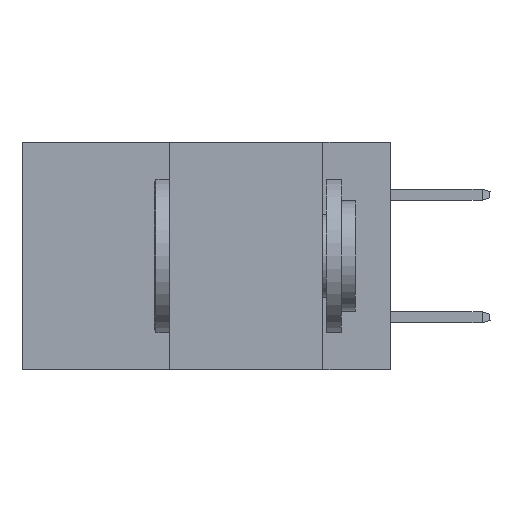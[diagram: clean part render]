
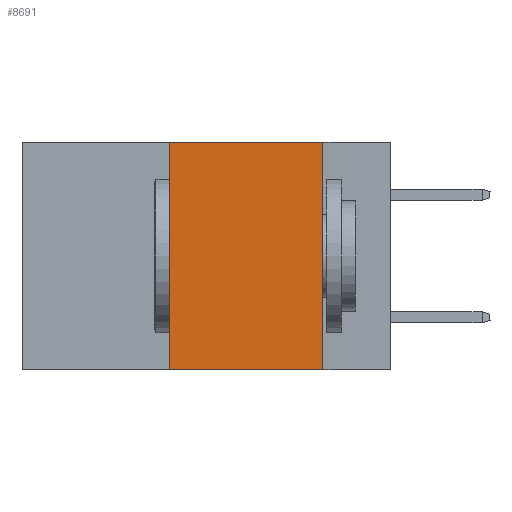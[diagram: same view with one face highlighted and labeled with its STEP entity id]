
A CAD part, left-side view. The second image highlights one B-rep face of the part: STEP entity #8691.
In plain terms, the highlighted planar face has unit normal (-1, 0, 0).
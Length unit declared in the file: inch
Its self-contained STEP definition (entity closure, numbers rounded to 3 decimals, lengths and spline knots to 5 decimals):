
#52 = VECTOR ( 'NONE', #1287, 39.37008 ) ;
#284 = VECTOR ( 'NONE', #3445, 39.37008 ) ;
#722 = DIRECTION ( 'NONE',  ( 0., 0., -1. ) ) ;
#1287 = DIRECTION ( 'NONE',  ( 0., -1., 0. ) ) ;
#1564 = VERTEX_POINT ( 'NONE', #8242 ) ;
#1739 = LINE ( 'NONE', #8910, #8577 ) ;
#1957 = DIRECTION ( 'NONE',  ( 1., 0., 0. ) ) ;
#2040 = ORIENTED_EDGE ( 'NONE', *, *, #3228, .F. ) ;
#2707 = ORIENTED_EDGE ( 'NONE', *, *, #5166, .F. ) ;
#2828 = LINE ( 'NONE', #8278, #284 ) ;
#3228 = EDGE_CURVE ( 'NONE', #9972, #1564, #3615, .T. ) ;
#3326 = VERTEX_POINT ( 'NONE', #8987 ) ;
#3445 = DIRECTION ( 'NONE',  ( 0., 0., 1. ) ) ;
#3615 = LINE ( 'NONE', #8786, #7535 ) ;
#3777 = DIRECTION ( 'NONE',  ( 0., 0., -1. ) ) ;
#4545 = CARTESIAN_POINT ( 'NONE',  ( 0., 0.36, 0. ) ) ;
#4753 = ORIENTED_EDGE ( 'NONE', *, *, #8941, .F. ) ;
#5086 = VERTEX_POINT ( 'NONE', #6209 ) ;
#5090 = FACE_OUTER_BOUND ( 'NONE', #8661, .T. ) ;
#5166 = EDGE_CURVE ( 'NONE', #1564, #5086, #1739, .T. ) ;
#5389 = PLANE ( 'NONE',  #9026 ) ;
#6118 = CARTESIAN_POINT ( 'NONE',  ( 0., 0.6, -0.37 ) ) ;
#6209 = CARTESIAN_POINT ( 'NONE',  ( 0., 0.11, -0.37 ) ) ;
#6476 = DIRECTION ( 'NONE',  ( 0., -1., 0. ) ) ;
#7535 = VECTOR ( 'NONE', #6476, 39.37008 ) ;
#7892 = EDGE_CURVE ( 'NONE', #3326, #5086, #10386, .T. ) ;
#8242 = CARTESIAN_POINT ( 'NONE',  ( 0., 0.11, 0. ) ) ;
#8278 = CARTESIAN_POINT ( 'NONE',  ( 0., 0.36, 0. ) ) ;
#8577 = VECTOR ( 'NONE', #722, 39.37008 ) ;
#8661 = EDGE_LOOP ( 'NONE', ( #2707, #2040, #4753, #10381 ) ) ;
#8691 = ADVANCED_FACE ( 'NONE', ( #5090 ), #5389, .F. ) ;
#8786 = CARTESIAN_POINT ( 'NONE',  ( 0., 0.6, 0. ) ) ;
#8910 = CARTESIAN_POINT ( 'NONE',  ( 0., 0.11, 0. ) ) ;
#8941 = EDGE_CURVE ( 'NONE', #3326, #9972, #2828, .T. ) ;
#8987 = CARTESIAN_POINT ( 'NONE',  ( 0., 0.36, -0.37 ) ) ;
#9026 = AXIS2_PLACEMENT_3D ( 'NONE', #9706, #1957, #3777 ) ;
#9706 = CARTESIAN_POINT ( 'NONE',  ( 0., 0.6, 0. ) ) ;
#9972 = VERTEX_POINT ( 'NONE', #4545 ) ;
#10381 = ORIENTED_EDGE ( 'NONE', *, *, #7892, .T. ) ;
#10386 = LINE ( 'NONE', #6118, #52 ) ;
